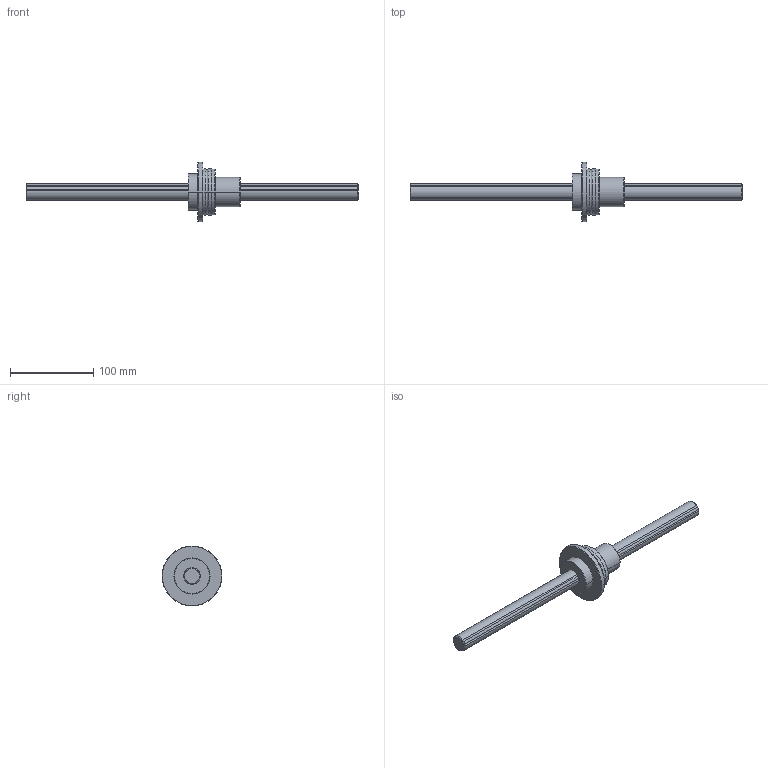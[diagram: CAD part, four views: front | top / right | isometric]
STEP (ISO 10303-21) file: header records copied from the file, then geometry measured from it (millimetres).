
FILE_DESCRIPTION((''),'2;1');
FILE_NAME('LSMB20_ASM','2024-01-27T16:51:12',('10034182'),(''),'CREO PARAMETRIC BY PTC INC, 2019080','CREO PARAMETRIC BY PTC INC, 2019080','');
FILE_SCHEMA(('CONFIG_CONTROL_DESIGN'));
Length unit declared in the file: millimetre
Products named in the file (3): LSMB20_SHAFT; LSMB20_NUT; LSMB20_ASM
Assembly tree (2 placements, depth 2):
  LSMB20_ASM
    LSMB20_SHAFT
    LSMB20_NUT
Bounding box: 400 x 72 x 72 mm (x, y, z)
Volume: 211270.4 mm3; surface area: 46512.5 mm2
Topology: 2 solids, 2 shells, 50 faces, 112 edges, 70 vertices
Faces by surface type: cylinder 26, cone 14, plane 8, torus 2
Entity records: 1556 total; most frequent: CARTESIAN_POINT 321, DIRECTION 270, ORIENTED_EDGE 224, AXIS2_PLACEMENT_3D 115, EDGE_CURVE 112, VERTEX_POINT 70, CIRCLE 60, EDGE_LOOP 56
